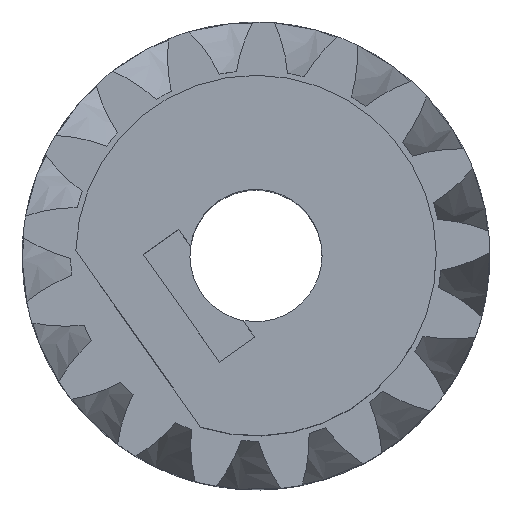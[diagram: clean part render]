
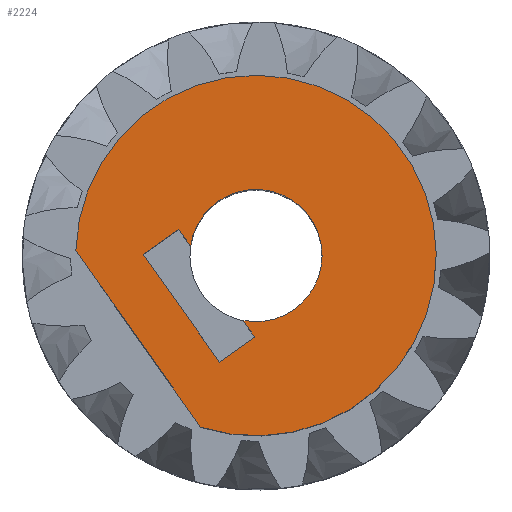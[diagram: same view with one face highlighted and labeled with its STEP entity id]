
A CAD part, top view. The second image highlights one B-rep face of the part: STEP entity #2224.
In plain terms, the highlighted planar face has unit normal (0, 0, 1).
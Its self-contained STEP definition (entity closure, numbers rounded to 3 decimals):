
#475=FACE_BOUND('',#629,.T.);
#482=PLANE('',#2376);
#494=FACE_OUTER_BOUND('',#628,.T.);
#628=EDGE_LOOP('',(#1501,#1502));
#629=EDGE_LOOP('',(#1503,#1504,#1505,#1506,#1507,#1508,#1509));
#766=CIRCLE('',#2371,2.75);
#768=CIRCLE('',#2373,2.75);
#770=CIRCLE('',#2377,7.5);
#864=LINE('',#3093,#887);
#867=LINE('',#3100,#890);
#868=LINE('',#3103,#891);
#869=LINE('',#3105,#892);
#870=LINE('',#3107,#893);
#871=LINE('',#3108,#894);
#887=VECTOR('',#2614,10.);
#890=VECTOR('',#2619,10.);
#891=VECTOR('',#2622,10.);
#892=VECTOR('',#2623,10.);
#893=VECTOR('',#2624,10.);
#894=VECTOR('',#2625,10.);
#907=VERTEX_POINT('',#3078);
#909=VERTEX_POINT('',#3081);
#911=VERTEX_POINT('',#3086);
#913=VERTEX_POINT('',#3092);
#915=VERTEX_POINT('',#3098);
#916=VERTEX_POINT('',#3099);
#917=VERTEX_POINT('',#3102);
#918=VERTEX_POINT('',#3104);
#919=VERTEX_POINT('',#3106);
#1134=EDGE_CURVE('',#909,#907,#766,.T.);
#1137=EDGE_CURVE('',#911,#909,#768,.T.);
#1140=EDGE_CURVE('',#913,#911,#864,.F.);
#1143=EDGE_CURVE('',#915,#916,#867,.F.);
#1144=EDGE_CURVE('',#916,#915,#770,.T.);
#1145=EDGE_CURVE('',#907,#917,#868,.F.);
#1146=EDGE_CURVE('',#917,#918,#869,.F.);
#1147=EDGE_CURVE('',#918,#919,#870,.F.);
#1148=EDGE_CURVE('',#919,#913,#871,.F.);
#1501=ORIENTED_EDGE('',*,*,#1143,.T.);
#1502=ORIENTED_EDGE('',*,*,#1144,.T.);
#1503=ORIENTED_EDGE('',*,*,#1137,.T.);
#1504=ORIENTED_EDGE('',*,*,#1134,.T.);
#1505=ORIENTED_EDGE('',*,*,#1145,.T.);
#1506=ORIENTED_EDGE('',*,*,#1146,.T.);
#1507=ORIENTED_EDGE('',*,*,#1147,.T.);
#1508=ORIENTED_EDGE('',*,*,#1148,.T.);
#1509=ORIENTED_EDGE('',*,*,#1140,.T.);
#2224=ADVANCED_FACE('',(#494,#475),#482,.T.);
#2371=AXIS2_PLACEMENT_3D('',#3082,#2602,#2603);
#2373=AXIS2_PLACEMENT_3D('',#3087,#2607,#2608);
#2376=AXIS2_PLACEMENT_3D('',#3097,#2617,#2618);
#2377=AXIS2_PLACEMENT_3D('',#3101,#2620,#2621);
#2602=DIRECTION('center_axis',(0.,0.,-1.));
#2603=DIRECTION('ref_axis',(-1.,0.,0.));
#2607=DIRECTION('center_axis',(0.,0.,-1.));
#2608=DIRECTION('ref_axis',(-1.,0.,0.));
#2614=DIRECTION('',(-0.577,0.816,0.));
#2617=DIRECTION('center_axis',(0.,0.,1.));
#2618=DIRECTION('ref_axis',(1.,0.,0.));
#2619=DIRECTION('',(-0.577,0.816,0.));
#2620=DIRECTION('center_axis',(0.,0.,1.));
#2621=DIRECTION('ref_axis',(0.885,-0.465,0.));
#2622=DIRECTION('',(-0.577,0.816,0.));
#2623=DIRECTION('',(0.816,0.577,0.));
#2624=DIRECTION('',(0.577,-0.816,0.));
#2625=DIRECTION('',(-0.816,-0.577,0.));
#3078=CARTESIAN_POINT('',(-0.543,-2.696,18.5));
#3081=CARTESIAN_POINT('',(2.75,0.,18.5));
#3082=CARTESIAN_POINT('Origin',(0.,0.,18.5));
#3086=CARTESIAN_POINT('',(-2.723,0.386,18.5));
#3087=CARTESIAN_POINT('Origin',(0.,0.,18.5));
#3092=CARTESIAN_POINT('',(-3.221,1.09,18.5));
#3093=CARTESIAN_POINT('',(-2.427,-0.032,18.5));
#3097=CARTESIAN_POINT('Origin',(0.,0.,
18.5));
#3098=CARTESIAN_POINT('',(-7.497,0.209,18.5));
#3099=CARTESIAN_POINT('',(-2.3,-7.139,18.5));
#3100=CARTESIAN_POINT('',(-4.899,-3.465,18.5));
#3101=CARTESIAN_POINT('Origin',(0.,0.,
18.5));
#3102=CARTESIAN_POINT('',(-0.045,-3.4,18.5));
#3103=CARTESIAN_POINT('',(-2.427,-0.032,18.5));
#3104=CARTESIAN_POINT('',(-1.514,-4.439,18.5));
#3105=CARTESIAN_POINT('',(0.772,-2.823,18.5));
#3106=CARTESIAN_POINT('',(-4.69,0.051,18.5));
#3107=CARTESIAN_POINT('',(-2.308,-3.317,18.5));
#3108=CARTESIAN_POINT('',(-3.139,1.148,18.5));
